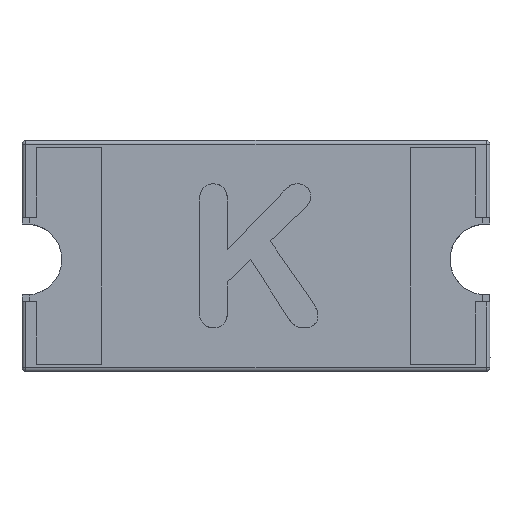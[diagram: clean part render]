
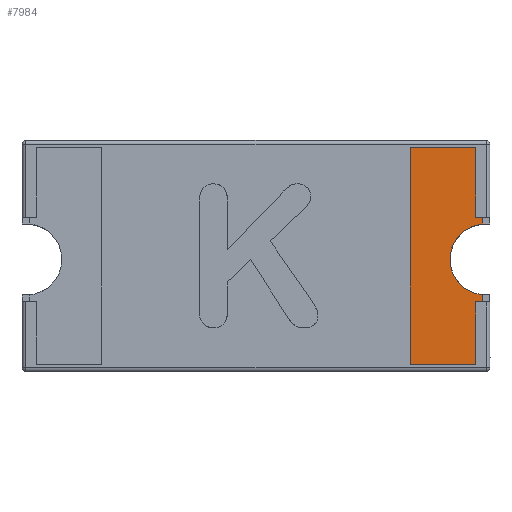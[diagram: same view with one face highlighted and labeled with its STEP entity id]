
A CAD part, top view. The second image highlights one B-rep face of the part: STEP entity #7984.
In plain terms, the highlighted planar face has unit normal (0, 0, 1).
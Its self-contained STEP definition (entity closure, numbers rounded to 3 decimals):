
#406=PLANE('',#8511);
#817=FACE_OUTER_BOUND('',#1223,.T.);
#1223=EDGE_LOOP('',(#7124,#7125,#7126,#7127,#7128,#7129,#7130,#7131,#7132,
#7133));
#2024=LINE('',#12447,#2952);
#2038=LINE('',#12482,#2966);
#2052=LINE('',#12514,#2980);
#2090=LINE('',#12646,#3018);
#2095=LINE('',#12656,#3023);
#2144=LINE('',#12894,#3072);
#2146=LINE('',#12900,#3074);
#2148=LINE('',#12904,#3076);
#2150=LINE('',#12907,#3078);
#2952=VECTOR('',#10167,100.);
#2966=VECTOR('',#10197,100.);
#2980=VECTOR('',#10227,100.);
#3018=VECTOR('',#10289,100.);
#3023=VECTOR('',#10296,100.);
#3072=VECTOR('',#10401,100.);
#3074=VECTOR('',#10409,100.);
#3076=VECTOR('',#10413,100.);
#3078=VECTOR('',#10417,100.);
#3198=CIRCLE('',#8507,0.25);
#3807=VERTEX_POINT('',#12444);
#3808=VERTEX_POINT('',#12446);
#3820=VERTEX_POINT('',#12479);
#3821=VERTEX_POINT('',#12481);
#3831=VERTEX_POINT('',#12512);
#3869=VERTEX_POINT('',#12645);
#3873=VERTEX_POINT('',#12654);
#3902=VERTEX_POINT('',#12893);
#3903=VERTEX_POINT('',#12899);
#3904=VERTEX_POINT('',#12903);
#4824=EDGE_CURVE('',#3808,#3807,#2024,.T.);
#4841=EDGE_CURVE('',#3821,#3820,#2038,.T.);
#4858=EDGE_CURVE('',#3831,#3807,#2052,.T.);
#4910=EDGE_CURVE('',#3869,#3808,#2090,.T.);
#4915=EDGE_CURVE('',#3820,#3873,#2095,.T.);
#4978=EDGE_CURVE('',#3821,#3902,#2144,.T.);
#4980=EDGE_CURVE('',#3873,#3869,#3198,.T.);
#4981=EDGE_CURVE('',#3903,#3831,#2146,.T.);
#4983=EDGE_CURVE('',#3904,#3903,#2148,.T.);
#4985=EDGE_CURVE('',#3902,#3904,#2150,.T.);
#7124=ORIENTED_EDGE('',*,*,#4985,.F.);
#7125=ORIENTED_EDGE('',*,*,#4978,.F.);
#7126=ORIENTED_EDGE('',*,*,#4841,.T.);
#7127=ORIENTED_EDGE('',*,*,#4915,.T.);
#7128=ORIENTED_EDGE('',*,*,#4980,.T.);
#7129=ORIENTED_EDGE('',*,*,#4910,.T.);
#7130=ORIENTED_EDGE('',*,*,#4824,.T.);
#7131=ORIENTED_EDGE('',*,*,#4858,.F.);
#7132=ORIENTED_EDGE('',*,*,#4981,.F.);
#7133=ORIENTED_EDGE('',*,*,#4983,.F.);
#7984=ADVANCED_FACE('',(#817),#406,.F.);
#8507=AXIS2_PLACEMENT_3D('',#12897,#10405,#10406);
#8511=AXIS2_PLACEMENT_3D('',#12908,#10418,#10419);
#10167=DIRECTION('',(-1.,0.,0.));
#10197=DIRECTION('',(1.,0.,0.));
#10227=DIRECTION('',(0.,-1.,0.));
#10289=DIRECTION('',(0.,1.,0.));
#10296=DIRECTION('',(0.,1.,0.));
#10401=DIRECTION('',(0.,-1.,0.));
#10405=DIRECTION('center_axis',(0.,0.,-1.));
#10406=DIRECTION('ref_axis',(0.08,-0.997,0.));
#10409=DIRECTION('',(1.,0.,0.));
#10413=DIRECTION('',(0.,1.,0.));
#10417=DIRECTION('',(-1.,0.,0.));
#10418=DIRECTION('center_axis',(0.,0.,-1.));
#10419=DIRECTION('ref_axis',(-1.,0.,0.));
#12444=CARTESIAN_POINT('',(1.55,0.273,0.825));
#12446=CARTESIAN_POINT('',(1.6,0.273,0.825));
#12447=CARTESIAN_POINT('',(1.6,0.273,0.825));
#12479=CARTESIAN_POINT('',(1.6,-0.325,0.825));
#12481=CARTESIAN_POINT('',(1.55,-0.325,0.825));
#12482=CARTESIAN_POINT('',(1.55,-0.325,0.825));
#12512=CARTESIAN_POINT('',(1.55,0.765,0.825));
#12514=CARTESIAN_POINT('',(1.55,0.765,0.825));
#12645=CARTESIAN_POINT('',(1.6,0.224,0.825));
#12646=CARTESIAN_POINT('',(1.6,0.224,0.825));
#12654=CARTESIAN_POINT('',(1.6,-0.274,0.825));
#12656=CARTESIAN_POINT('',(1.6,-0.325,0.825));
#12893=CARTESIAN_POINT('',(1.55,-0.765,0.825));
#12894=CARTESIAN_POINT('',(1.55,-0.265,0.825));
#12897=CARTESIAN_POINT('Origin',(1.62,-0.025,0.825));
#12899=CARTESIAN_POINT('',(1.09,0.765,0.825));
#12900=CARTESIAN_POINT('',(1.09,0.765,0.825));
#12903=CARTESIAN_POINT('',(1.09,-0.765,0.825));
#12904=CARTESIAN_POINT('',(1.09,-0.765,0.825));
#12907=CARTESIAN_POINT('',(1.55,-0.765,0.825));
#12908=CARTESIAN_POINT('Origin',(1.32,0.,
0.825));
